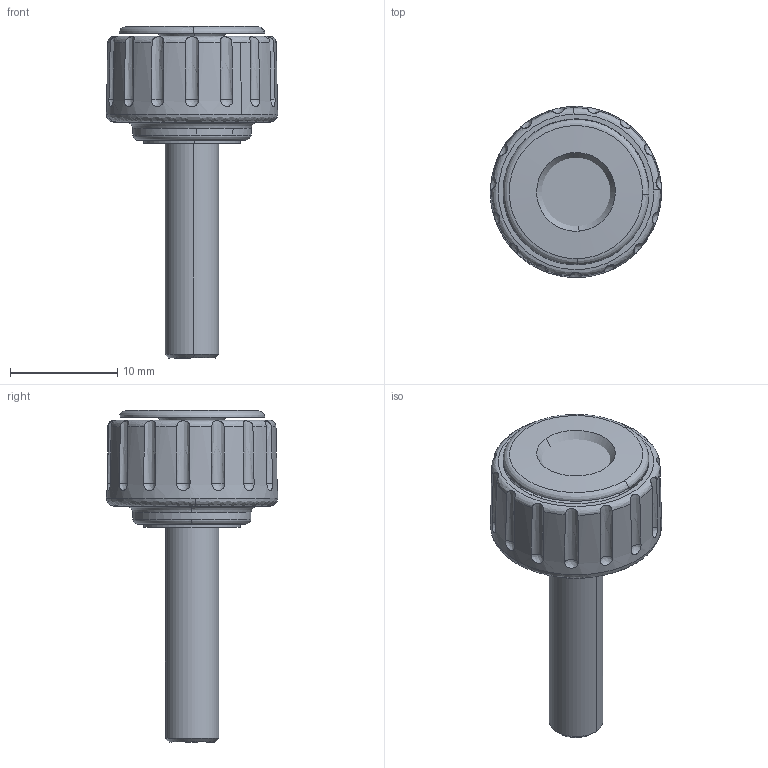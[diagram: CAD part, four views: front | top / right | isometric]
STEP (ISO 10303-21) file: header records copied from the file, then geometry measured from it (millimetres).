
FILE_DESCRIPTION((''),'2;1');
FILE_NAME('','2005-07-15T10:29:23',(''),(''),'','CADfix','');
FILE_SCHEMA(('AUTOMOTIVE_DESIGN'));
Length unit declared in the file: millimetre
Products named in the file (3): screw; knob; KDMS_16_M5_20_WH_3186_36
Assembly tree (2 placements, depth 2):
  KDMS_16_M5_20_WH_3186_36
    screw
    knob
Bounding box: 15.97 x 15.96 x 30.96 mm (x, y, z)
Volume: 1629.2 mm3; surface area: 1474.5 mm2
Topology: 2 solids, 3 shells, 68 faces, 203 edges, 147 vertices
Faces by surface type: bspline 68
Entity records: 4284 total; most frequent: CARTESIAN_POINT 3144, ORIENTED_EDGE 406, EDGE_CURVE 203, VERTEX_POINT 147, EDGE_LOOP 74, FACE_OUTER_BOUND 67, ADVANCED_FACE 67, QUASI_UNIFORM_CURVE 45
